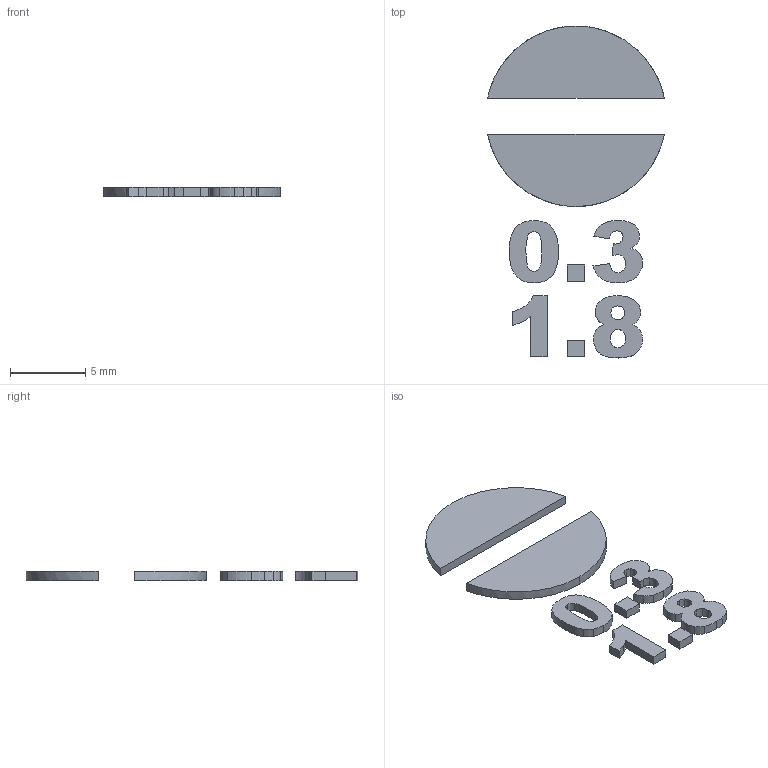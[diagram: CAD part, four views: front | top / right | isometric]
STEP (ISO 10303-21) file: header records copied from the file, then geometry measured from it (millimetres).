
FILE_DESCRIPTION(/* description */ (''),/* implementation_level */ '2;1');
FILE_NAME(/* name */ 'Slotted 0.3-1.8.step',/* time_stamp */ '2023-03-31T17:59:00+02:00',/* author */ (''),/* organization */ (''),/* preprocessor_version */ 'ST-DEVELOPER v19.2',/* originating_system */ 'Autodesk Translation Framework v11.17.0.187',/* authorisation */ '');
FILE_SCHEMA (('AUTOMOTIVE_DESIGN { 1 0 10303 214 3 1 1 }'));
Length unit declared in the file: millimetre
Products named in the file (1): Slotted 0.3-1.8
Bounding box: 11.76 x 22.07 x 0.6 mm (x, y, z)
Volume: 71.2 mm3; surface area: 319 mm2
Topology: 8 solids, 8 shells, 128 faces, 336 edges, 224 vertices
Faces by surface type: bspline 94, plane 34
Entity records: 4810 total; most frequent: CARTESIAN_POINT 2271, ORIENTED_EDGE 672, EDGE_CURVE 336, VERTEX_POINT 224, DIRECTION 218, B_SPLINE_CURVE_WITH_KNOTS 180, LINE 148, VECTOR 148
